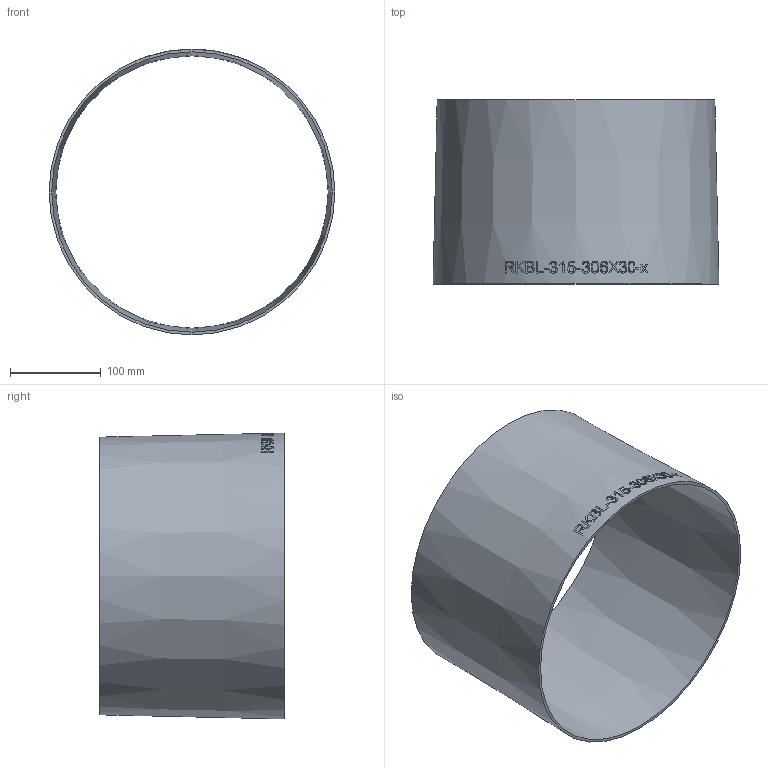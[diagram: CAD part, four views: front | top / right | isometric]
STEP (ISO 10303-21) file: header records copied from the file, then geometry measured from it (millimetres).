
FILE_DESCRIPTION (( 'STEP AP214' ), '1' );
FILE_NAME ('RKBL-315-306X30-x Reduzierung aus Blech 2006.STEP', '2020-06-17T11:57:55', ( '' ), ( '' ), 'SwSTEP 2.0', 'SolidWorks 2019', '' );
FILE_SCHEMA (( 'AUTOMOTIVE_DESIGN' ));
Length unit declared in the file: millimetre
Products named in the file (1): RKBL-315-306X30-x Reduzierung aus Blech 2006
Bounding box: 315 x 203 x 315 mm (x, y, z)
Volume: 587750.8 mm3; surface area: 398122.8 mm2
Topology: 1 solids, 1 shells, 236 faces, 633 edges, 422 vertices
Faces by surface type: bspline 209, cone 25, plane 2
Entity records: 42665 total; most frequent: CARTESIAN_POINT 36101, ORIENTED_EDGE 1262, EDGE_CURVE 631, B_SPLINE_CURVE_WITH_KNOTS 627, VERTEX_POINT 422, EDGE_LOOP 263, ADVANCED_FACE 236, FACE_OUTER_BOUND 236
